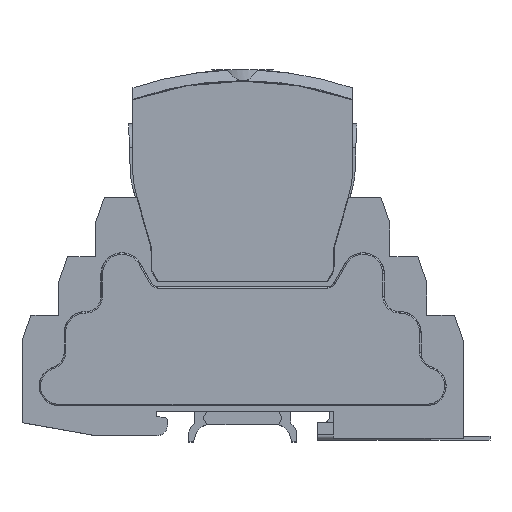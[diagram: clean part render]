
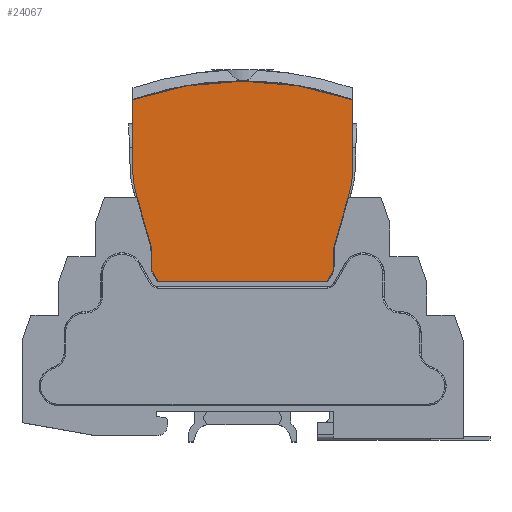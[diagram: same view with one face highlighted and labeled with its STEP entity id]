
A CAD part, top view. The second image highlights one B-rep face of the part: STEP entity #24067.
In plain terms, the highlighted planar face has unit normal (0, 0, 1).
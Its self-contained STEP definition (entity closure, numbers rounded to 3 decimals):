
#608 = VECTOR ( 'NONE', #7207, 1000. ) ;
#817 = DIRECTION ( 'NONE',  ( -1., 0., 0. ) ) ;
#1184 = CARTESIAN_POINT ( 'NONE',  ( 18.582, 33.365, 6.25 ) ) ;
#1738 = CARTESIAN_POINT ( 'NONE',  ( 0., -0.4, 6.25 ) ) ;
#2085 = CIRCLE ( 'NONE', #55884, 67.7 ) ;
#2407 = EDGE_LOOP ( 'NONE', ( #48156, #18128, #9163, #53993, #23549, #16017, #38495, #46272, #26475, #6037, #18436, #18209 ) ) ;
#2651 = LINE ( 'NONE', #23155, #28540 ) ;
#3649 = EDGE_CURVE ( 'NONE', #40937, #34639, #2651, .T. ) ;
#3752 = VECTOR ( 'NONE', #61588, 1000. ) ;
#5466 = LINE ( 'NONE', #45706, #39139 ) ;
#5683 = CARTESIAN_POINT ( 'NONE',  ( -18.5, 28.652, 6.25 ) ) ;
#6037 = ORIENTED_EDGE ( 'NONE', *, *, #54169, .F. ) ;
#6405 = EDGE_CURVE ( 'NONE', #48307, #60512, #26944, .T. ) ;
#6801 = VECTOR ( 'NONE', #20124, 1000. ) ;
#6890 = DIRECTION ( 'NONE',  ( -0.5, -0.866, 0. ) ) ;
#7207 = DIRECTION ( 'NONE',  ( -0.5, 0.866, 0. ) ) ;
#7376 = CARTESIAN_POINT ( 'NONE',  ( -21.788, 44.545, 6.25 ) ) ;
#8647 = VERTEX_POINT ( 'NONE', #52043 ) ;
#9163 = ORIENTED_EDGE ( 'NONE', *, *, #3649, .F. ) ;
#9266 = LINE ( 'NONE', #64407, #58672 ) ;
#9361 = EDGE_CURVE ( 'NONE', #18682, #58857, #9578, .T. ) ;
#9578 = LINE ( 'NONE', #34984, #6801 ) ;
#10498 = FACE_OUTER_BOUND ( 'NONE', #2407, .T. ) ;
#13382 = VERTEX_POINT ( 'NONE', #53122 ) ;
#13508 = VERTEX_POINT ( 'NONE', #60072 ) ;
#15039 = DIRECTION ( 'NONE',  ( 0., 1., 0. ) ) ;
#15227 = VERTEX_POINT ( 'NONE', #61320 ) ;
#16017 = ORIENTED_EDGE ( 'NONE', *, *, #63927, .F. ) ;
#16084 = CARTESIAN_POINT ( 'NONE',  ( 6.6, 48.9, 6.25 ) ) ;
#17572 = DIRECTION ( 'NONE',  ( -1., 0., 0. ) ) ;
#18128 = ORIENTED_EDGE ( 'NONE', *, *, #60905, .F. ) ;
#18209 = ORIENTED_EDGE ( 'NONE', *, *, #36768, .F. ) ;
#18436 = ORIENTED_EDGE ( 'NONE', *, *, #34718, .F. ) ;
#18466 = EDGE_CURVE ( 'NONE', #30132, #8647, #23106, .T. ) ;
#18682 = VERTEX_POINT ( 'NONE', #36074 ) ;
#19148 = CARTESIAN_POINT ( 'NONE',  ( -17.2, 26.4, 6.25 ) ) ;
#20124 = DIRECTION ( 'NONE',  ( -1., 0., 0. ) ) ;
#21602 = DIRECTION ( 'NONE',  ( -0.276, 0.961, 0. ) ) ;
#23106 = CIRCLE ( 'NONE', #25242, 15.8 ) ;
#23155 = CARTESIAN_POINT ( 'NONE',  ( -18.582, 33.365, 6.25 ) ) ;
#23474 = DIRECTION ( 'NONE',  ( 0., -1., 0. ) ) ;
#23549 = ORIENTED_EDGE ( 'NONE', *, *, #9361, .F. ) ;
#24067 = ADVANCED_FACE ( 'NONE', ( #10498 ), #37834, .F. ) ;
#25242 = AXIS2_PLACEMENT_3D ( 'NONE', #42073, #35499, #817 ) ;
#25570 = CARTESIAN_POINT ( 'NONE',  ( 21.788, 44.545, 6.25 ) ) ;
#26310 = VECTOR ( 'NONE', #51247, 1000. ) ;
#26475 = ORIENTED_EDGE ( 'NONE', *, *, #35095, .F. ) ;
#26944 = LINE ( 'NONE', #1184, #3752 ) ;
#28540 = VECTOR ( 'NONE', #43261, 1000. ) ;
#28992 = VECTOR ( 'NONE', #21602, 1000. ) ;
#30132 = VERTEX_POINT ( 'NONE', #53372 ) ;
#32884 = CARTESIAN_POINT ( 'NONE',  ( -6.6, 48.9, 6.25 ) ) ;
#34639 = VERTEX_POINT ( 'NONE', #55921 ) ;
#34718 = EDGE_CURVE ( 'NONE', #13382, #13508, #2085, .T. ) ;
#34984 = CARTESIAN_POINT ( 'NONE',  ( 17.2, 26.4, 6.25 ) ) ;
#35095 = EDGE_CURVE ( 'NONE', #50319, #15227, #41024, .T. ) ;
#35402 = CARTESIAN_POINT ( 'NONE',  ( 18.582, 33.365, 6.25 ) ) ;
#35499 = DIRECTION ( 'NONE',  ( 0., 0., -1. ) ) ;
#36074 = CARTESIAN_POINT ( 'NONE',  ( 17.2, 26.4, 6.25 ) ) ;
#36768 = EDGE_CURVE ( 'NONE', #8647, #13382, #5466, .T. ) ;
#37834 = PLANE ( 'NONE',  #60645 ) ;
#38241 = CARTESIAN_POINT ( 'NONE',  ( 18.5, 28.652, 6.25 ) ) ;
#38495 = ORIENTED_EDGE ( 'NONE', *, *, #6405, .F. ) ;
#39139 = VECTOR ( 'NONE', #15039, 1000. ) ;
#40204 = DIRECTION ( 'NONE',  ( 1., 0., 0. ) ) ;
#40574 = LINE ( 'NONE', #60707, #608 ) ;
#40937 = VERTEX_POINT ( 'NONE', #5683 ) ;
#41024 = CIRCLE ( 'NONE', #52578, 15.8 ) ;
#42073 = CARTESIAN_POINT ( 'NONE',  ( -6.6, 48.9, 6.25 ) ) ;
#43261 = DIRECTION ( 'NONE',  ( -0.017, 1., 0. ) ) ;
#45706 = CARTESIAN_POINT ( 'NONE',  ( -22.4, 63.487, 6.25 ) ) ;
#46272 = ORIENTED_EDGE ( 'NONE', *, *, #57997, .F. ) ;
#46330 = LINE ( 'NONE', #25570, #26310 ) ;
#46961 = DIRECTION ( 'NONE',  ( 0., 0., -1. ) ) ;
#47393 = CARTESIAN_POINT ( 'NONE',  ( 18.5, 28.652, 6.25 ) ) ;
#47809 = LINE ( 'NONE', #38241, #55731 ) ;
#48156 = ORIENTED_EDGE ( 'NONE', *, *, #18466, .F. ) ;
#48307 = VERTEX_POINT ( 'NONE', #35402 ) ;
#50319 = VERTEX_POINT ( 'NONE', #51717 ) ;
#51247 = DIRECTION ( 'NONE',  ( -0.276, -0.961, 0. ) ) ;
#51717 = CARTESIAN_POINT ( 'NONE',  ( 22.4, 48.9, 6.25 ) ) ;
#52043 = CARTESIAN_POINT ( 'NONE',  ( -22.4, 48.9, 6.25 ) ) ;
#52578 = AXIS2_PLACEMENT_3D ( 'NONE', #16084, #61309, #40204 ) ;
#52583 = LINE ( 'NONE', #7376, #28992 ) ;
#52982 = DIRECTION ( 'NONE',  ( -1., 0., 0. ) ) ;
#53122 = CARTESIAN_POINT ( 'NONE',  ( -22.4, 63.487, 6.25 ) ) ;
#53372 = CARTESIAN_POINT ( 'NONE',  ( -21.788, 44.545, 6.25 ) ) ;
#53993 = ORIENTED_EDGE ( 'NONE', *, *, #61838, .F. ) ;
#54169 = EDGE_CURVE ( 'NONE', #13508, #50319, #9266, .T. ) ;
#55731 = VECTOR ( 'NONE', #6890, 1000. ) ;
#55884 = AXIS2_PLACEMENT_3D ( 'NONE', #1738, #46961, #17572 ) ;
#55921 = CARTESIAN_POINT ( 'NONE',  ( -18.582, 33.365, 6.25 ) ) ;
#57997 = EDGE_CURVE ( 'NONE', #15227, #48307, #46330, .T. ) ;
#58672 = VECTOR ( 'NONE', #23474, 1000. ) ;
#58857 = VERTEX_POINT ( 'NONE', #19148 ) ;
#60072 = CARTESIAN_POINT ( 'NONE',  ( 22.4, 63.487, 6.25 ) ) ;
#60512 = VERTEX_POINT ( 'NONE', #47393 ) ;
#60645 = AXIS2_PLACEMENT_3D ( 'NONE', #32884, #62904, #52982 ) ;
#60707 = CARTESIAN_POINT ( 'NONE',  ( -18.5, 28.652, 6.25 ) ) ;
#60905 = EDGE_CURVE ( 'NONE', #34639, #30132, #52583, .T. ) ;
#61309 = DIRECTION ( 'NONE',  ( 0., 0., -1. ) ) ;
#61320 = CARTESIAN_POINT ( 'NONE',  ( 21.788, 44.545, 6.25 ) ) ;
#61588 = DIRECTION ( 'NONE',  ( -0.017, -1., 0. ) ) ;
#61838 = EDGE_CURVE ( 'NONE', #58857, #40937, #40574, .T. ) ;
#62904 = DIRECTION ( 'NONE',  ( 0., 0., -1. ) ) ;
#63927 = EDGE_CURVE ( 'NONE', #60512, #18682, #47809, .T. ) ;
#64407 = CARTESIAN_POINT ( 'NONE',  ( 22.4, 63.487, 6.25 ) ) ;
